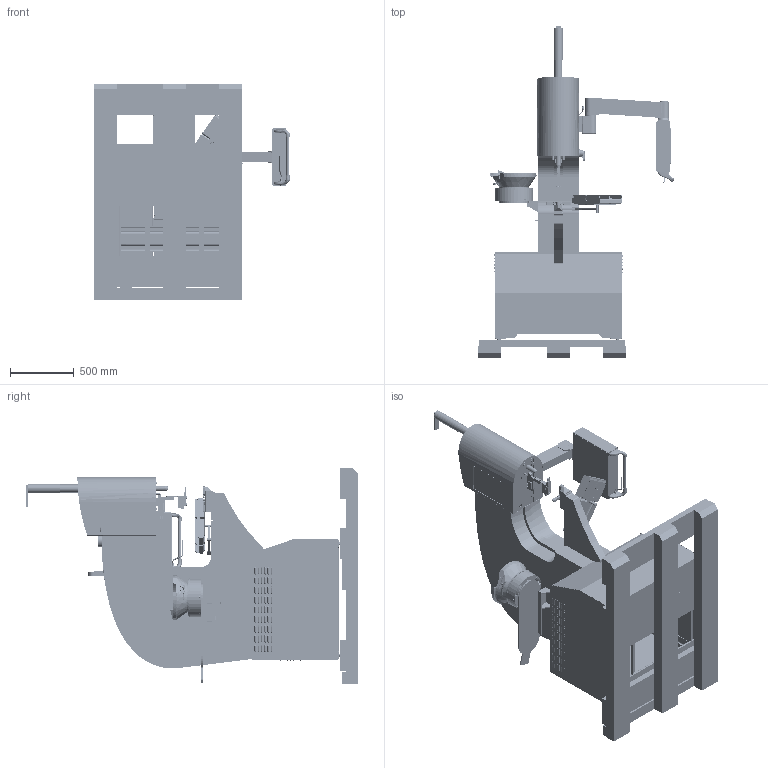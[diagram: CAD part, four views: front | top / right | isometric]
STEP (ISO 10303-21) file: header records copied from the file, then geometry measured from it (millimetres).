
FILE_DESCRIPTION (( 'STEP AP203' ), '1' );
FILE_NAME ('824WT-5 MODEL.STEP', '2022-10-21T22:03:29', ( '' ), ( '' ), 'SwSTEP 2.0', 'SolidWorks 2020', '' );
FILE_SCHEMA (( 'CONFIG_CONTROL_DESIGN' ));
Products named in the file (1): 824WT-5 MODEL
Bounding box: 1534.21 x 2599.48 x 1689.1 mm (x, y, z)
Volume: 371047201.8 mm3; surface area: 34943022.4 mm2
Topology: 227 solids, 229 shells, 12465 faces, 29888 edges, 18396 vertices
Faces by surface type: plane 5903, cylinder 3371, cone 1190, bspline 965, sphere 529, torus 507
Entity records: 445119 total; most frequent: CARTESIAN_POINT 165221, ORIENTED_EDGE 59610, DIRECTION 57056, EDGE_CURVE 29805, AXIS2_PLACEMENT_3D 21055, VERTEX_POINT 18390, VECTOR 14946, LINE 14946
